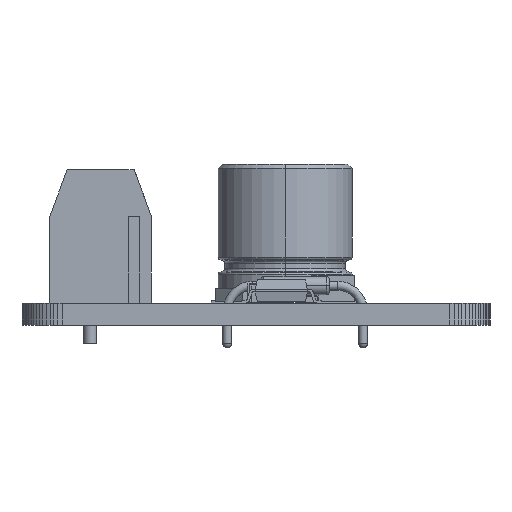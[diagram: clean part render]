
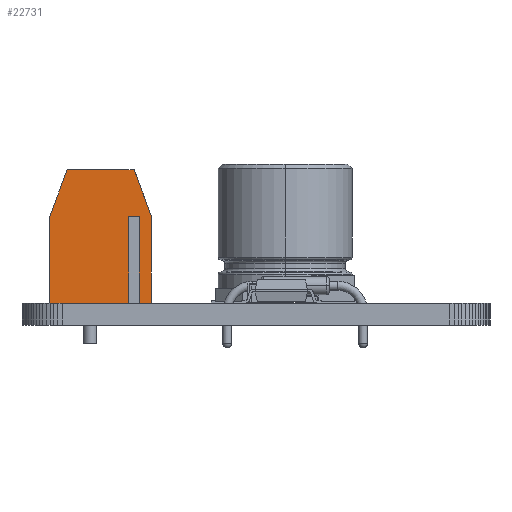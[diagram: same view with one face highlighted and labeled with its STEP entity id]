
A CAD part, left-side view. The second image highlights one B-rep face of the part: STEP entity #22731.
In plain terms, the highlighted face is planar.
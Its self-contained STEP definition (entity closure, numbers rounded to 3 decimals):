
#22731 = ADVANCED_FACE('',(#22732),#22814,.F.);
#22732 = FACE_BOUND('',#22733,.T.);
#22733 = EDGE_LOOP('',(#22734,#22744,#22752,#22760,#22768,#22776,#22784,
    #22792,#22800,#22808));
#22734 = ORIENTED_EDGE('',*,*,#22735,.F.);
#22735 = EDGE_CURVE('',#22736,#22738,#22740,.T.);
#22736 = VERTEX_POINT('',#22737);
#22737 = CARTESIAN_POINT('',(5.,6.5,-2.118));
#22738 = VERTEX_POINT('',#22739);
#22739 = CARTESIAN_POINT('',(5.,0.,-2.118));
#22740 = LINE('',#22741,#22742);
#22741 = CARTESIAN_POINT('',(5.,6.5,-2.118));
#22742 = VECTOR('',#22743,1.);
#22743 = DIRECTION('',(0.,-1.,0.));
#22744 = ORIENTED_EDGE('',*,*,#22745,.T.);
#22745 = EDGE_CURVE('',#22736,#22746,#22748,.T.);
#22746 = VERTEX_POINT('',#22747);
#22747 = CARTESIAN_POINT('',(5.,6.5,-2.882));
#22748 = LINE('',#22749,#22750);
#22749 = CARTESIAN_POINT('',(5.,6.5,-2.118));
#22750 = VECTOR('',#22751,1.);
#22751 = DIRECTION('',(0.,0.,-1.));
#22752 = ORIENTED_EDGE('',*,*,#22753,.T.);
#22753 = EDGE_CURVE('',#22746,#22754,#22756,.T.);
#22754 = VERTEX_POINT('',#22755);
#22755 = CARTESIAN_POINT('',(5.,0.,-2.882));
#22756 = LINE('',#22757,#22758);
#22757 = CARTESIAN_POINT('',(5.,6.5,-2.882));
#22758 = VECTOR('',#22759,1.);
#22759 = DIRECTION('',(0.,-1.,0.));
#22760 = ORIENTED_EDGE('',*,*,#22761,.T.);
#22761 = EDGE_CURVE('',#22754,#22762,#22764,.T.);
#22762 = VERTEX_POINT('',#22763);
#22763 = CARTESIAN_POINT('',(5.,0.,-3.8));
#22764 = LINE('',#22765,#22766);
#22765 = CARTESIAN_POINT('',(5.,0.,-3.8));
#22766 = VECTOR('',#22767,1.);
#22767 = DIRECTION('',(0.,0.,-1.));
#22768 = ORIENTED_EDGE('',*,*,#22769,.F.);
#22769 = EDGE_CURVE('',#22770,#22762,#22772,.T.);
#22770 = VERTEX_POINT('',#22771);
#22771 = CARTESIAN_POINT('',(5.,6.5,-3.8));
#22772 = LINE('',#22773,#22774);
#22773 = CARTESIAN_POINT('',(5.,10.,-3.8));
#22774 = VECTOR('',#22775,1.);
#22775 = DIRECTION('',(0.,-1.,0.));
#22776 = ORIENTED_EDGE('',*,*,#22777,.T.);
#22777 = EDGE_CURVE('',#22770,#22778,#22780,.T.);
#22778 = VERTEX_POINT('',#22779);
#22779 = CARTESIAN_POINT('',(5.,10.,-2.5));
#22780 = LINE('',#22781,#22782);
#22781 = CARTESIAN_POINT('',(5.,10.,-2.5));
#22782 = VECTOR('',#22783,1.);
#22783 = DIRECTION('',(0.,0.937,0.348));
#22784 = ORIENTED_EDGE('',*,*,#22785,.F.);
#22785 = EDGE_CURVE('',#22786,#22778,#22788,.T.);
#22786 = VERTEX_POINT('',#22787);
#22787 = CARTESIAN_POINT('',(5.,10.,2.5));
#22788 = LINE('',#22789,#22790);
#22789 = CARTESIAN_POINT('',(5.,10.,-3.8));
#22790 = VECTOR('',#22791,1.);
#22791 = DIRECTION('',(0.,0.,-1.));
#22792 = ORIENTED_EDGE('',*,*,#22793,.T.);
#22793 = EDGE_CURVE('',#22786,#22794,#22796,.T.);
#22794 = VERTEX_POINT('',#22795);
#22795 = CARTESIAN_POINT('',(5.,6.5,3.8));
#22796 = LINE('',#22797,#22798);
#22797 = CARTESIAN_POINT('',(5.,6.5,3.8));
#22798 = VECTOR('',#22799,1.);
#22799 = DIRECTION('',(0.,-0.937,0.348));
#22800 = ORIENTED_EDGE('',*,*,#22801,.T.);
#22801 = EDGE_CURVE('',#22794,#22802,#22804,.T.);
#22802 = VERTEX_POINT('',#22803);
#22803 = CARTESIAN_POINT('',(5.,0.,3.8));
#22804 = LINE('',#22805,#22806);
#22805 = CARTESIAN_POINT('',(5.,10.,3.8));
#22806 = VECTOR('',#22807,1.);
#22807 = DIRECTION('',(0.,-1.,0.));
#22808 = ORIENTED_EDGE('',*,*,#22809,.T.);
#22809 = EDGE_CURVE('',#22802,#22738,#22810,.T.);
#22810 = LINE('',#22811,#22812);
#22811 = CARTESIAN_POINT('',(5.,0.,-3.8));
#22812 = VECTOR('',#22813,1.);
#22813 = DIRECTION('',(0.,0.,-1.));
#22814 = PLANE('',#22815);
#22815 = AXIS2_PLACEMENT_3D('',#22816,#22817,#22818);
#22816 = CARTESIAN_POINT('',(5.,10.,-3.8));
#22817 = DIRECTION('',(-1.,0.,0.));
#22818 = DIRECTION('',(0.,0.,1.));
